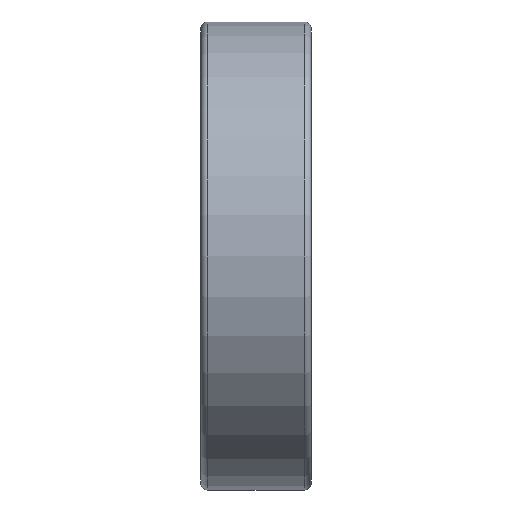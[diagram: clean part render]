
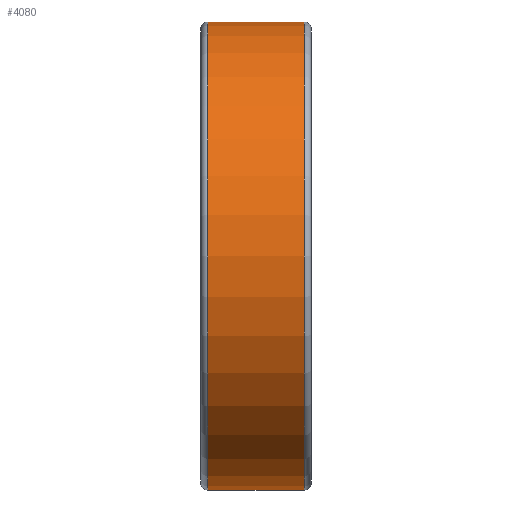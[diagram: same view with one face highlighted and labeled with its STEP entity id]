
A CAD part, front view. The second image highlights one B-rep face of the part: STEP entity #4080.
In plain terms, the highlighted cylindrical face has radius 70 mm (diameter 140 mm), a full revolution.
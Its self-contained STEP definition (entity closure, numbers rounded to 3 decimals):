
#454=FACE_OUTER_BOUND('',#746,.T.);
#746=EDGE_LOOP('',(#3142,#3143,#3144,#3145,#3146,#3147));
#1115=LINE('',#11183,#1263);
#1263=VECTOR('',#5217,70.);
#1361=CIRCLE('',#4422,70.);
#1362=CIRCLE('',#4423,70.);
#1363=CIRCLE('',#4425,70.);
#1364=CIRCLE('',#4426,70.);
#2006=VERTEX_POINT('',#11176);
#2007=VERTEX_POINT('',#11178);
#2008=VERTEX_POINT('',#11182);
#2009=VERTEX_POINT('',#11184);
#2459=EDGE_CURVE('',#2006,#2007,#1361,.T.);
#2460=EDGE_CURVE('',#2007,#2006,#1362,.T.);
#2461=EDGE_CURVE('',#2007,#2008,#1115,.T.);
#2462=EDGE_CURVE('',#2008,#2009,#1363,.T.);
#2463=EDGE_CURVE('',#2009,#2008,#1364,.T.);
#3142=ORIENTED_EDGE('',*,*,#2460,.F.);
#3143=ORIENTED_EDGE('',*,*,#2461,.T.);
#3144=ORIENTED_EDGE('',*,*,#2462,.T.);
#3145=ORIENTED_EDGE('',*,*,#2463,.T.);
#3146=ORIENTED_EDGE('',*,*,#2461,.F.);
#3147=ORIENTED_EDGE('',*,*,#2459,.F.);
#3999=CYLINDRICAL_SURFACE('',#4424,70.);
#4080=ADVANCED_FACE('',(#454),#3999,.T.);
#4422=AXIS2_PLACEMENT_3D('',#11179,#5211,#5212);
#4423=AXIS2_PLACEMENT_3D('',#11180,#5213,#5214);
#4424=AXIS2_PLACEMENT_3D('',#11181,#5215,#5216);
#4425=AXIS2_PLACEMENT_3D('',#11185,#5218,#5219);
#4426=AXIS2_PLACEMENT_3D('',#11186,#5220,#5221);
#5211=DIRECTION('center_axis',(1.,0.,0.));
#5212=DIRECTION('ref_axis',(0.,0.,-1.));
#5213=DIRECTION('center_axis',(1.,0.,0.));
#5214=DIRECTION('ref_axis',(0.,0.,-1.));
#5215=DIRECTION('center_axis',(1.,0.,0.));
#5216=DIRECTION('ref_axis',(0.,0.,1.));
#5217=DIRECTION('',(-1.,0.,0.));
#5218=DIRECTION('center_axis',(1.,0.,0.));
#5219=DIRECTION('ref_axis',(0.,0.,-1.));
#5220=DIRECTION('center_axis',(1.,0.,0.));
#5221=DIRECTION('ref_axis',(0.,0.,-1.));
#11176=CARTESIAN_POINT('',(14.5,0.,70.));
#11178=CARTESIAN_POINT('',(14.5,0.,-70.));
#11179=CARTESIAN_POINT('Origin',(14.5,0.,0.));
#11180=CARTESIAN_POINT('Origin',(14.5,0.,0.));
#11181=CARTESIAN_POINT('Origin',(0.,0.,0.));
#11182=CARTESIAN_POINT('',(-14.5,0.,-70.));
#11183=CARTESIAN_POINT('',(0.,0.,-70.));
#11184=CARTESIAN_POINT('',(-14.5,0.,70.));
#11185=CARTESIAN_POINT('Origin',(-14.5,0.,0.));
#11186=CARTESIAN_POINT('Origin',(-14.5,0.,0.));
